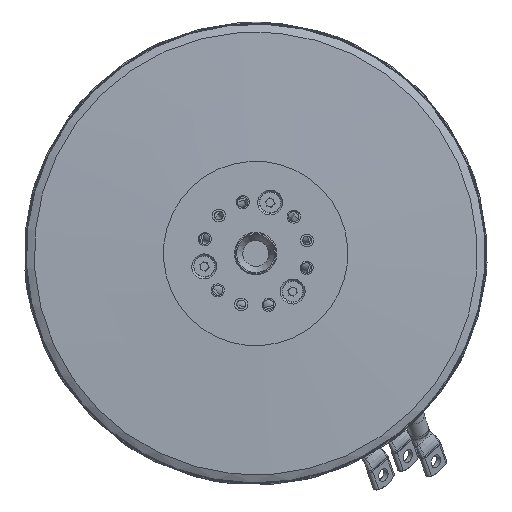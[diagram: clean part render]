
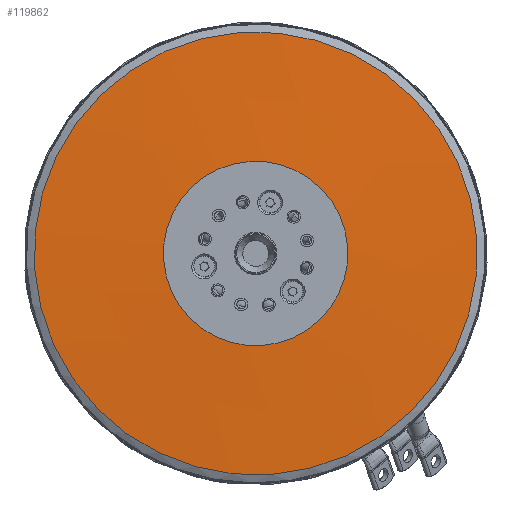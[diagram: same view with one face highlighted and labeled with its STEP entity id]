
A CAD part, left-side view. The second image highlights one B-rep face of the part: STEP entity #119862.
In plain terms, the highlighted conical face has half-angle 87.653 degrees and reference radius 43.5 mm.
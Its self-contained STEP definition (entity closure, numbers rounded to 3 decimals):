
#91747 = CONICAL_SURFACE('',#91748,104.5,1.107);
#91748 = AXIS2_PLACEMENT_3D('',#91749,#91750,#91751);
#91749 = CARTESIAN_POINT('',(-35.5,0.,
    0.));
#91750 = DIRECTION('',(1.,0.,0.));
#91751 = DIRECTION('',(0.,-0.97,0.244)
  );
#100526 = VERTEX_POINT('',#100527);
#100527 = CARTESIAN_POINT('',(-35.5,-101.331,
    25.538));
#100548 = EDGE_CURVE('',#100526,#100526,#100549,.T.);
#100549 = SURFACE_CURVE('',#100550,(#100555,#100562),.PCURVE_S1.);
#100550 = CIRCLE('',#100551,104.5);
#100551 = AXIS2_PLACEMENT_3D('',#100552,#100553,#100554);
#100552 = CARTESIAN_POINT('',(-35.5,0.,
    0.));
#100553 = DIRECTION('',(1.,0.,0.));
#100554 = DIRECTION('',(0.,-0.97,0.244
    ));
#100555 = PCURVE('',#91747,#100556);
#100556 = DEFINITIONAL_REPRESENTATION('',(#100557),#100561);
#100557 = LINE('',#100558,#100559);
#100558 = CARTESIAN_POINT('',(0.,0.));
#100559 = VECTOR('',#100560,1.);
#100560 = DIRECTION('',(1.,0.));
#100561 = ( GEOMETRIC_REPRESENTATION_CONTEXT(2) 
PARAMETRIC_REPRESENTATION_CONTEXT() REPRESENTATION_CONTEXT('2D SPACE',''
  ) );
#100562 = PCURVE('',#100563,#100568);
#100563 = CONICAL_SURFACE('',#100564,43.5,1.53);
#100564 = AXIS2_PLACEMENT_3D('',#100565,#100566,#100567);
#100565 = CARTESIAN_POINT('',(-38.,0.,
    0.));
#100566 = DIRECTION('',(1.,0.,0.));
#100567 = DIRECTION('',(0.,-0.97,0.244
    ));
#100568 = DEFINITIONAL_REPRESENTATION('',(#100569),#100573);
#100569 = LINE('',#100570,#100571);
#100570 = CARTESIAN_POINT('',(0.,2.5));
#100571 = VECTOR('',#100572,1.);
#100572 = DIRECTION('',(1.,0.));
#100573 = ( GEOMETRIC_REPRESENTATION_CONTEXT(2) 
PARAMETRIC_REPRESENTATION_CONTEXT() REPRESENTATION_CONTEXT('2D SPACE',''
  ) );
#119862 = ADVANCED_FACE('',(#119863),#100563,.T.);
#119863 = FACE_BOUND('',#119864,.T.);
#119864 = EDGE_LOOP('',(#119865,#119894,#119915,#119916));
#119865 = ORIENTED_EDGE('',*,*,#119866,.T.);
#119866 = EDGE_CURVE('',#119867,#119867,#119869,.T.);
#119867 = VERTEX_POINT('',#119868);
#119868 = CARTESIAN_POINT('',(-38.,-42.181,
    10.631));
#119869 = SURFACE_CURVE('',#119870,(#119875,#119882),.PCURVE_S1.);
#119870 = CIRCLE('',#119871,43.5);
#119871 = AXIS2_PLACEMENT_3D('',#119872,#119873,#119874);
#119872 = CARTESIAN_POINT('',(-38.,0.,
    0.));
#119873 = DIRECTION('',(1.,0.,0.));
#119874 = DIRECTION('',(0.,-0.97,0.244
    ));
#119875 = PCURVE('',#100563,#119876);
#119876 = DEFINITIONAL_REPRESENTATION('',(#119877),#119881);
#119877 = LINE('',#119878,#119879);
#119878 = CARTESIAN_POINT('',(0.,0.));
#119879 = VECTOR('',#119880,1.);
#119880 = DIRECTION('',(1.,0.));
#119881 = ( GEOMETRIC_REPRESENTATION_CONTEXT(2) 
PARAMETRIC_REPRESENTATION_CONTEXT() REPRESENTATION_CONTEXT('2D SPACE',''
  ) );
#119882 = PCURVE('',#119883,#119888);
#119883 = PLANE('',#119884);
#119884 = AXIS2_PLACEMENT_3D('',#119885,#119886,#119887);
#119885 = CARTESIAN_POINT('',(-38.,0.,
    0.));
#119886 = DIRECTION('',(1.,0.,0.));
#119887 = DIRECTION('',(0.,-0.97,0.244
    ));
#119888 = DEFINITIONAL_REPRESENTATION('',(#119889),#119893);
#119889 = CIRCLE('',#119890,43.5);
#119890 = AXIS2_PLACEMENT_2D('',#119891,#119892);
#119891 = CARTESIAN_POINT('',(0.,0.));
#119892 = DIRECTION('',(1.,-0.));
#119893 = ( GEOMETRIC_REPRESENTATION_CONTEXT(2) 
PARAMETRIC_REPRESENTATION_CONTEXT() REPRESENTATION_CONTEXT('2D SPACE',''
  ) );
#119894 = ORIENTED_EDGE('',*,*,#119895,.T.);
#119895 = EDGE_CURVE('',#119867,#100526,#119896,.T.);
#119896 = SEAM_CURVE('',#119897,(#119901,#119908),.PCURVE_S1.);
#119897 = LINE('',#119898,#119899);
#119898 = CARTESIAN_POINT('',(-38.,-42.181,
    10.631));
#119899 = VECTOR('',#119900,1.);
#119900 = DIRECTION('',(0.041,-0.969,
    0.244));
#119901 = PCURVE('',#100563,#119902);
#119902 = DEFINITIONAL_REPRESENTATION('',(#119903),#119907);
#119903 = LINE('',#119904,#119905);
#119904 = CARTESIAN_POINT('',(0.,0.));
#119905 = VECTOR('',#119906,1.);
#119906 = DIRECTION('',(0.,1.));
#119907 = ( GEOMETRIC_REPRESENTATION_CONTEXT(2) 
PARAMETRIC_REPRESENTATION_CONTEXT() REPRESENTATION_CONTEXT('2D SPACE',''
  ) );
#119908 = PCURVE('',#100563,#119909);
#119909 = DEFINITIONAL_REPRESENTATION('',(#119910),#119914);
#119910 = LINE('',#119911,#119912);
#119911 = CARTESIAN_POINT('',(6.283,0.));
#119912 = VECTOR('',#119913,1.);
#119913 = DIRECTION('',(0.,1.));
#119914 = ( GEOMETRIC_REPRESENTATION_CONTEXT(2) 
PARAMETRIC_REPRESENTATION_CONTEXT() REPRESENTATION_CONTEXT('2D SPACE',''
  ) );
#119915 = ORIENTED_EDGE('',*,*,#100548,.F.);
#119916 = ORIENTED_EDGE('',*,*,#119895,.F.);
